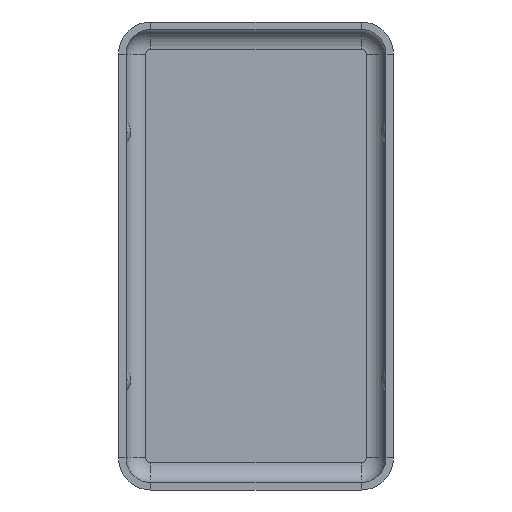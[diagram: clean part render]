
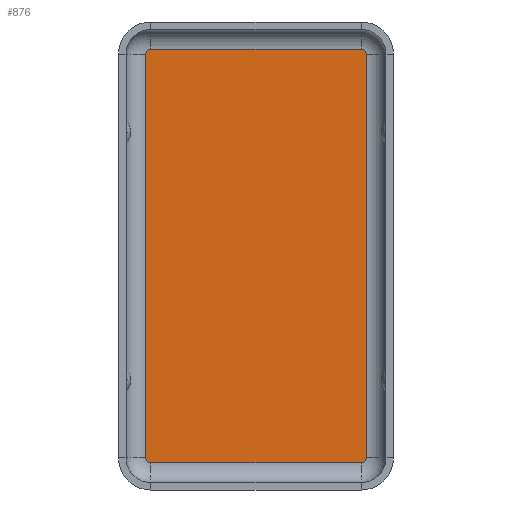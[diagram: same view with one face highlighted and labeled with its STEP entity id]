
A CAD part, front view. The second image highlights one B-rep face of the part: STEP entity #876.
In plain terms, the highlighted planar face has unit normal (0, -1, 0).
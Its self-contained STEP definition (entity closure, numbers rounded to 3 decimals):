
#71 = DIRECTION ( 'NONE',  ( 0., 1., 0. ) ) ;
#107 = CARTESIAN_POINT ( 'NONE',  ( 4.25, 0., 8.15 ) ) ;
#114 = DIRECTION ( 'NONE',  ( 0., 0., -1. ) ) ;
#148 = CIRCLE ( 'NONE', #775, 0.2 ) ;
#166 = CARTESIAN_POINT ( 'NONE',  ( 4.25, 0., 8.35 ) ) ;
#172 = VERTEX_POINT ( 'NONE', #322 ) ;
#187 = EDGE_CURVE ( 'NONE', #1621, #1031, #930, .T. ) ;
#207 = DIRECTION ( 'NONE',  ( 0., 0., 1. ) ) ;
#218 = VERTEX_POINT ( 'NONE', #459 ) ;
#241 = CARTESIAN_POINT ( 'NONE',  ( 4.45, 0., 0. ) ) ;
#314 = CARTESIAN_POINT ( 'NONE',  ( -4.25, 0., -8.15 ) ) ;
#322 = CARTESIAN_POINT ( 'NONE',  ( -4.25, 0., -8.35 ) ) ;
#357 = ORIENTED_EDGE ( 'NONE', *, *, #456, .T. ) ;
#382 = PLANE ( 'NONE',  #385 ) ;
#385 = AXIS2_PLACEMENT_3D ( 'NONE', #1258, #482, #1250 ) ;
#434 = CARTESIAN_POINT ( 'NONE',  ( 4.25, 0., -8.15 ) ) ;
#443 = ORIENTED_EDGE ( 'NONE', *, *, #1093, .T. ) ;
#456 = EDGE_CURVE ( 'NONE', #1621, #1431, #581, .T. ) ;
#459 = CARTESIAN_POINT ( 'NONE',  ( 4.45, 0., 8.15 ) ) ;
#481 = CIRCLE ( 'NONE', #1581, 0.2 ) ;
#482 = DIRECTION ( 'NONE',  ( 0., -1., 0. ) ) ;
#485 = ORIENTED_EDGE ( 'NONE', *, *, #1159, .T. ) ;
#492 = AXIS2_PLACEMENT_3D ( 'NONE', #314, #798, #1305 ) ;
#566 = EDGE_CURVE ( 'NONE', #1492, #172, #632, .T. ) ;
#567 = DIRECTION ( 'NONE',  ( 0., 0., -1. ) ) ;
#581 = LINE ( 'NONE', #1287, #847 ) ;
#623 = CARTESIAN_POINT ( 'NONE',  ( 4.45, 0., -8.15 ) ) ;
#628 = FACE_OUTER_BOUND ( 'NONE', #982, .T. ) ;
#632 = LINE ( 'NONE', #1217, #1121 ) ;
#644 = CARTESIAN_POINT ( 'NONE',  ( 4.25, 0., -8.35 ) ) ;
#682 = DIRECTION ( 'NONE',  ( 0., 1., 0. ) ) ;
#726 = DIRECTION ( 'NONE',  ( 0., 0., -1. ) ) ;
#735 = EDGE_CURVE ( 'NONE', #218, #1140, #1101, .T. ) ;
#762 = CARTESIAN_POINT ( 'NONE',  ( -4.45, 0., -8.15 ) ) ;
#775 = AXIS2_PLACEMENT_3D ( 'NONE', #434, #71, #207 ) ;
#788 = ORIENTED_EDGE ( 'NONE', *, *, #1571, .F. ) ;
#798 = DIRECTION ( 'NONE',  ( 0., -1., 0. ) ) ;
#827 = VECTOR ( 'NONE', #1186, 1000. ) ;
#847 = VECTOR ( 'NONE', #1176, 1000. ) ;
#876 = ADVANCED_FACE ( 'NONE', ( #628 ), #382, .T. ) ;
#927 = CARTESIAN_POINT ( 'NONE',  ( 4.25, 0., 8.35 ) ) ;
#930 = CIRCLE ( 'NONE', #1062, 0.2 ) ;
#932 = CARTESIAN_POINT ( 'NONE',  ( -4.25, 0., 8.15 ) ) ;
#934 = ORIENTED_EDGE ( 'NONE', *, *, #566, .F. ) ;
#949 = CARTESIAN_POINT ( 'NONE',  ( -4.45, 0., 8.15 ) ) ;
#982 = EDGE_LOOP ( 'NONE', ( #934, #788, #1603, #1579, #485, #1457, #357, #443 ) ) ;
#984 = DIRECTION ( 'NONE',  ( 0., -1., 0. ) ) ;
#1031 = VERTEX_POINT ( 'NONE', #1541 ) ;
#1062 = AXIS2_PLACEMENT_3D ( 'NONE', #932, #682, #567 ) ;
#1083 = DIRECTION ( 'NONE',  ( -1., 0., 0. ) ) ;
#1093 = EDGE_CURVE ( 'NONE', #1431, #172, #1616, .T. ) ;
#1101 = LINE ( 'NONE', #241, #1398 ) ;
#1121 = VECTOR ( 'NONE', #1083, 1000. ) ;
#1140 = VERTEX_POINT ( 'NONE', #623 ) ;
#1159 = EDGE_CURVE ( 'NONE', #1480, #1031, #1477, .T. ) ;
#1176 = DIRECTION ( 'NONE',  ( 0., 0., -1. ) ) ;
#1186 = DIRECTION ( 'NONE',  ( -1., 0., 0. ) ) ;
#1217 = CARTESIAN_POINT ( 'NONE',  ( 4.25, 0., -8.35 ) ) ;
#1250 = DIRECTION ( 'NONE',  ( 0., 0., -1. ) ) ;
#1258 = CARTESIAN_POINT ( 'NONE',  ( 4.25, 0., -8.15 ) ) ;
#1287 = CARTESIAN_POINT ( 'NONE',  ( -4.45, 0., 0. ) ) ;
#1305 = DIRECTION ( 'NONE',  ( 0., 0., 1. ) ) ;
#1315 = EDGE_CURVE ( 'NONE', #218, #1480, #481, .T. ) ;
#1398 = VECTOR ( 'NONE', #726, 1000. ) ;
#1431 = VERTEX_POINT ( 'NONE', #762 ) ;
#1457 = ORIENTED_EDGE ( 'NONE', *, *, #187, .F. ) ;
#1477 = LINE ( 'NONE', #927, #827 ) ;
#1480 = VERTEX_POINT ( 'NONE', #166 ) ;
#1492 = VERTEX_POINT ( 'NONE', #644 ) ;
#1541 = CARTESIAN_POINT ( 'NONE',  ( -4.25, 0., 8.35 ) ) ;
#1571 = EDGE_CURVE ( 'NONE', #1140, #1492, #148, .T. ) ;
#1579 = ORIENTED_EDGE ( 'NONE', *, *, #1315, .T. ) ;
#1581 = AXIS2_PLACEMENT_3D ( 'NONE', #107, #984, #114 ) ;
#1603 = ORIENTED_EDGE ( 'NONE', *, *, #735, .F. ) ;
#1616 = CIRCLE ( 'NONE', #492, 0.2 ) ;
#1621 = VERTEX_POINT ( 'NONE', #949 ) ;
